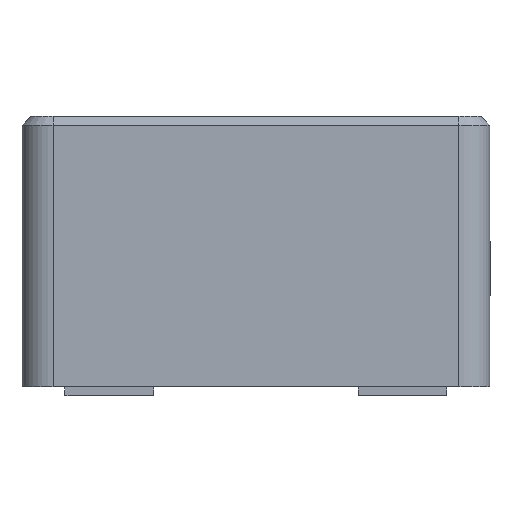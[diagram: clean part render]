
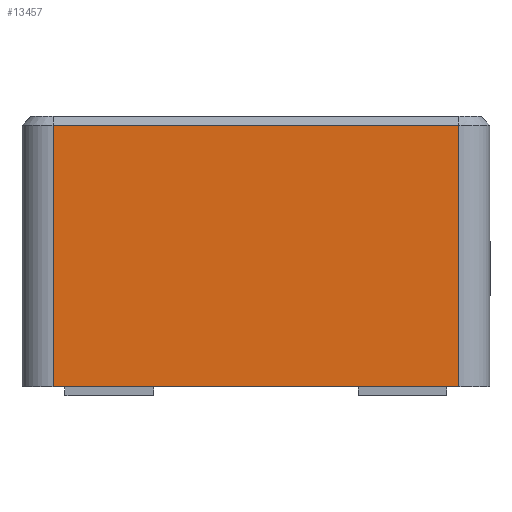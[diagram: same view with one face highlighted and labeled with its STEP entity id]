
A CAD part, front view. The second image highlights one B-rep face of the part: STEP entity #13457.
In plain terms, the highlighted planar face has unit normal (0, -1, 0).
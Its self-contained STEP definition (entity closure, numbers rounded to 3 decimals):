
#169 = CARTESIAN_POINT ( 'NONE',  ( -2.64, -2.74, 0.1 ) ) ;
#374 = LINE ( 'NONE', #11496, #6940 ) ;
#686 = CARTESIAN_POINT ( 'NONE',  ( -2.64, -2.74, 3.15 ) ) ;
#821 = PLANE ( 'NONE',  #4138 ) ;
#1292 = ORIENTED_EDGE ( 'NONE', *, *, #10582, .T. ) ;
#1459 = EDGE_CURVE ( 'NONE', #11186, #13365, #374, .T. ) ;
#1697 = DIRECTION ( 'NONE',  ( 0., 0., 1. ) ) ;
#2211 = CARTESIAN_POINT ( 'NONE',  ( 2.29, -2.74, 3.05 ) ) ;
#2469 = CARTESIAN_POINT ( 'NONE',  ( -2.29, -2.74, 0.1 ) ) ;
#2494 = EDGE_CURVE ( 'NONE', #13449, #8241, #8723, .T. ) ;
#2913 = DIRECTION ( 'NONE',  ( 0., 0., 1. ) ) ;
#3835 = ORIENTED_EDGE ( 'NONE', *, *, #6443, .T. ) ;
#3865 = CARTESIAN_POINT ( 'NONE',  ( -2.29, -2.74, 3.05 ) ) ;
#4084 = FACE_OUTER_BOUND ( 'NONE', #10187, .T. ) ;
#4138 = AXIS2_PLACEMENT_3D ( 'NONE', #686, #12751, #2913 ) ;
#4465 = CARTESIAN_POINT ( 'NONE',  ( -2.29, -2.74, 3.15 ) ) ;
#4471 = VECTOR ( 'NONE', #13579, 1000. ) ;
#5682 = VECTOR ( 'NONE', #13330, 1000. ) ;
#6443 = EDGE_CURVE ( 'NONE', #8241, #11186, #7638, .T. ) ;
#6940 = VECTOR ( 'NONE', #1697, 1000. ) ;
#6974 = ORIENTED_EDGE ( 'NONE', *, *, #2494, .T. ) ;
#7638 = LINE ( 'NONE', #169, #4471 ) ;
#8241 = VERTEX_POINT ( 'NONE', #2469 ) ;
#8723 = LINE ( 'NONE', #4465, #5682 ) ;
#9787 = ORIENTED_EDGE ( 'NONE', *, *, #1459, .T. ) ;
#9814 = DIRECTION ( 'NONE',  ( -1., 0., 0. ) ) ;
#9886 = VECTOR ( 'NONE', #9814, 1000. ) ;
#10187 = EDGE_LOOP ( 'NONE', ( #9787, #1292, #6974, #3835 ) ) ;
#10582 = EDGE_CURVE ( 'NONE', #13365, #13449, #11696, .T. ) ;
#10644 = CARTESIAN_POINT ( 'NONE',  ( -2.29, -2.74, 3.05 ) ) ;
#10783 = CARTESIAN_POINT ( 'NONE',  ( 2.29, -2.74, 0.1 ) ) ;
#11186 = VERTEX_POINT ( 'NONE', #10783 ) ;
#11496 = CARTESIAN_POINT ( 'NONE',  ( 2.29, -2.74, 3.15 ) ) ;
#11696 = LINE ( 'NONE', #10644, #9886 ) ;
#12751 = DIRECTION ( 'NONE',  ( 0., 1., 0. ) ) ;
#13330 = DIRECTION ( 'NONE',  ( 0., 0., -1. ) ) ;
#13365 = VERTEX_POINT ( 'NONE', #2211 ) ;
#13449 = VERTEX_POINT ( 'NONE', #3865 ) ;
#13457 = ADVANCED_FACE ( 'NONE', ( #4084 ), #821, .F. ) ;
#13579 = DIRECTION ( 'NONE',  ( 1., 0., 0. ) ) ;
